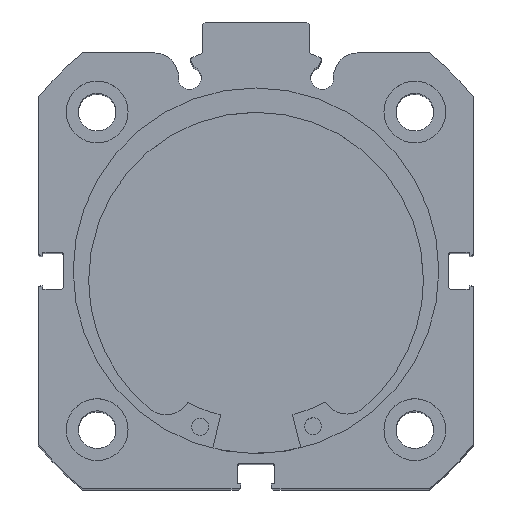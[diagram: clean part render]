
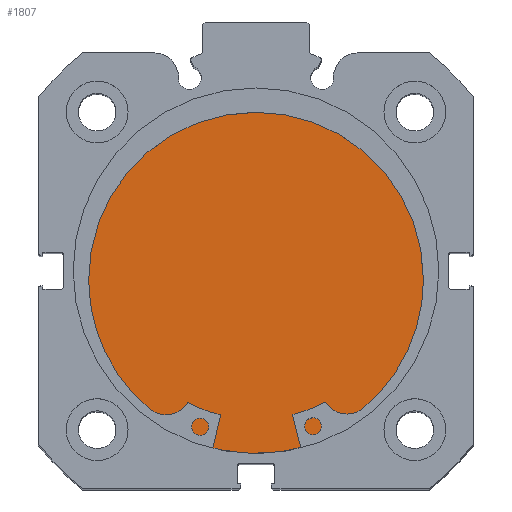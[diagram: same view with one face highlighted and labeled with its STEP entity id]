
A CAD part, top view. The second image highlights one B-rep face of the part: STEP entity #1807.
In plain terms, the highlighted face is planar.
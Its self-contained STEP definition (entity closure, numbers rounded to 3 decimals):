
#4 = DIRECTION ( 'NONE',  ( 0., 0., 1. ) ) ;
#377 = CARTESIAN_POINT ( 'NONE',  ( 9.5, 0., 0. ) ) ;
#386 = DIRECTION ( 'NONE',  ( -1., 0., 0. ) ) ;
#387 = DIRECTION ( 'NONE',  ( 0., 0., 1. ) ) ;
#502 = CARTESIAN_POINT ( 'NONE',  ( 9.5, 0., 0. ) ) ;
#507 = DIRECTION ( 'NONE',  ( -1., 0., 0. ) ) ;
#508 = DIRECTION ( 'NONE',  ( 0., 0., 1. ) ) ;
#929 = CARTESIAN_POINT ( 'NONE',  ( 9.5, 32.5, 0. ) ) ;
#1133 = PLANE ( 'NONE',  #1357 ) ;
#1357 = AXIS2_PLACEMENT_3D ( 'NONE', #929, #6023, #4 ) ;
#1677 = AXIS2_PLACEMENT_3D ( 'NONE', #377, #386, #387 ) ;
#1701 = AXIS2_PLACEMENT_3D ( 'NONE', #502, #507, #508 ) ;
#1807 = ADVANCED_FACE ( 'NONE', ( #5283 ), #1133, .F. ) ;
#3041 = CARTESIAN_POINT ( 'NONE',  ( 9.5, 0., 32.5 ) ) ;
#3042 = CARTESIAN_POINT ( 'NONE',  ( 9.5, 0., -32.5 ) ) ;
#3715 = CIRCLE ( 'NONE', #1677, 32.5 ) ;
#3794 = CIRCLE ( 'NONE', #1701, 32.5 ) ;
#5283 = FACE_OUTER_BOUND ( 'NONE', #5652, .T. ) ;
#5620 = ORIENTED_EDGE ( 'NONE', *, *, #6792, .F. ) ;
#5650 = ORIENTED_EDGE ( 'NONE', *, *, #6842, .F. ) ;
#5652 = EDGE_LOOP ( 'NONE', ( #5620, #5650 ) ) ;
#6023 = DIRECTION ( 'NONE',  ( -1., 0., 0. ) ) ;
#6557 = VERTEX_POINT ( 'NONE', #3041 ) ;
#6558 = VERTEX_POINT ( 'NONE', #3042 ) ;
#6792 = EDGE_CURVE ( 'NONE', #6557, #6558, #3715, .T. ) ;
#6842 = EDGE_CURVE ( 'NONE', #6558, #6557, #3794, .T. ) ;
